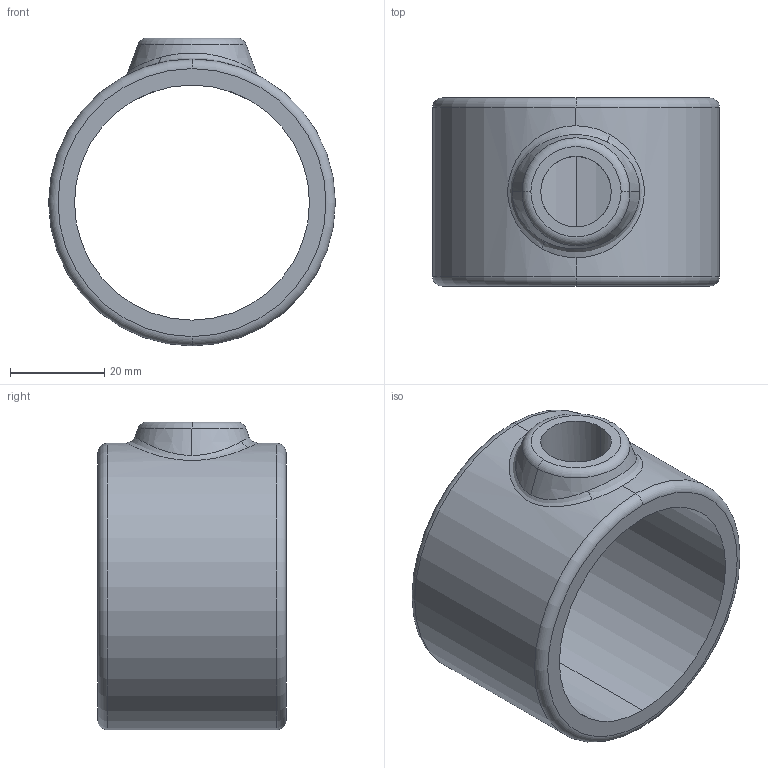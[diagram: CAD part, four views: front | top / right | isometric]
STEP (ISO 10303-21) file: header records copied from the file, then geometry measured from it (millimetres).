
FILE_DESCRIPTION (( 'STEP AP203' ), '1' );
FILE_NAME ('T17900.STEP', '2018-07-03T15:09:13', ( '' ), ( '' ), 'SwSTEP 2.0', 'SolidWorks 2016', '' );
FILE_SCHEMA (( 'CONFIG_CONTROL_DESIGN' ));
Length unit declared in the file: millimetre
Products named in the file (1): T17900
Bounding box: 61 x 40 x 65.5 mm (x, y, z)
Volume: 38571.8 mm3; surface area: 15943.6 mm2
Topology: 1 solids, 1 shells, 19 faces, 48 edges, 30 vertices
Faces by surface type: torus 6, cylinder 6, plane 3, bspline 2, cone 2
Entity records: 1223 total; most frequent: CARTESIAN_POINT 688, DIRECTION 98, ORIENTED_EDGE 96, EDGE_CURVE 48, AXIS2_PLACEMENT_3D 44, VERTEX_POINT 30, CIRCLE 26, EDGE_LOOP 22
